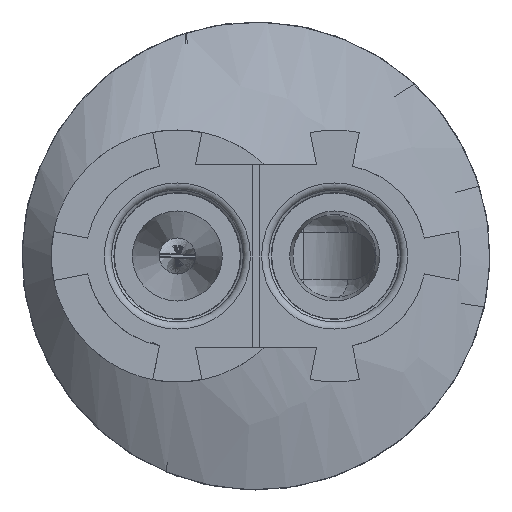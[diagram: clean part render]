
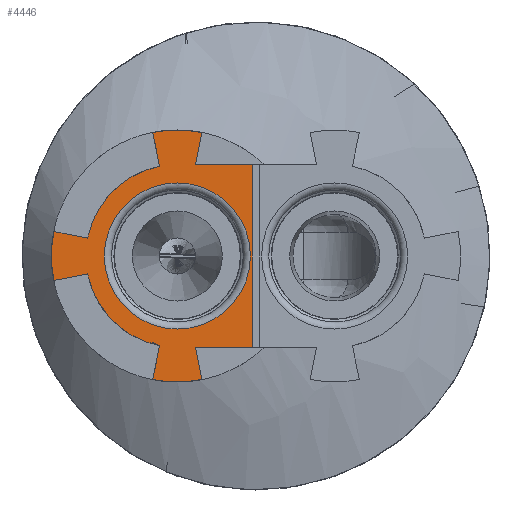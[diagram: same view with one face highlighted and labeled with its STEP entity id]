
A CAD part, left-side view. The second image highlights one B-rep face of the part: STEP entity #4446.
In plain terms, the highlighted planar face has unit normal (-1, 0, 0).
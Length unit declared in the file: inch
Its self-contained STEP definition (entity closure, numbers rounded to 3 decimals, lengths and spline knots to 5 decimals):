
#140=FACE_BOUND('',#587,.T.);
#175=PLANE('',#4805);
#341=FACE_OUTER_BOUND('',#586,.T.);
#586=EDGE_LOOP('',(#3578,#3579,#3580,#3581,#3582,#3583,#3584,#3585,#3586,
#3587,#3588,#3589,#3590,#3591));
#587=EDGE_LOOP('',(#3592));
#708=(
BOUNDED_CURVE()
B_SPLINE_CURVE(2,(#9508,#9509,#9510),.UNSPECIFIED.,.F.,.F.)
B_SPLINE_CURVE_WITH_KNOTS((3,3),(3.66448,4.02598),
 .UNSPECIFIED.)
CURVE()
GEOMETRIC_REPRESENTATION_ITEM()
RATIONAL_B_SPLINE_CURVE((1.,1.,1.))
REPRESENTATION_ITEM('')
);
#711=(
BOUNDED_CURVE()
B_SPLINE_CURVE(2,(#9524,#9525,#9526),.UNSPECIFIED.,.F.,.F.)
B_SPLINE_CURVE_WITH_KNOTS((3,3),(7.3988,7.7603),
 .UNSPECIFIED.)
CURVE()
GEOMETRIC_REPRESENTATION_ITEM()
RATIONAL_B_SPLINE_CURVE((1.,1.,1.))
REPRESENTATION_ITEM('')
);
#1053=CIRCLE('',#4806,0.01378);
#1054=CIRCLE('',#4807,0.01);
#1055=CIRCLE('',#4808,0.01378);
#1056=CIRCLE('',#4809,0.01);
#1057=CIRCLE('',#4810,0.01378);
#1058=CIRCLE('',#4811,0.00799);
#1217=LINE('',#9265,#1487);
#1227=LINE('',#9297,#1497);
#1259=LINE('',#9488,#1529);
#1271=LINE('',#9528,#1541);
#1272=LINE('',#9533,#1542);
#1273=LINE('',#9537,#1543);
#1274=LINE('',#9541,#1544);
#1487=VECTOR('',#5415,0.03937);
#1497=VECTOR('',#5431,0.03937);
#1529=VECTOR('',#5543,0.03937);
#1541=VECTOR('',#5563,0.03937);
#1542=VECTOR('',#5568,0.03937);
#1543=VECTOR('',#5571,0.03937);
#1544=VECTOR('',#5576,0.03937);
#1907=VERTEX_POINT('',#9262);
#1908=VERTEX_POINT('',#9264);
#1918=VERTEX_POINT('',#9294);
#1919=VERTEX_POINT('',#9296);
#1957=VERTEX_POINT('',#9486);
#1958=VERTEX_POINT('',#9487);
#1965=VERTEX_POINT('',#9507);
#1969=VERTEX_POINT('',#9523);
#1970=VERTEX_POINT('',#9527);
#1971=VERTEX_POINT('',#9530);
#1972=VERTEX_POINT('',#9532);
#1973=VERTEX_POINT('',#9534);
#1974=VERTEX_POINT('',#9536);
#1975=VERTEX_POINT('',#9539);
#1976=VERTEX_POINT('',#9542);
#2463=EDGE_CURVE('',#1908,#1907,#1217,.T.);
#2476=EDGE_CURVE('',#1919,#1918,#1227,.T.);
#2535=EDGE_CURVE('',#1957,#1958,#1259,.T.);
#2545=EDGE_CURVE('',#1957,#1965,#708,.T.);
#2550=EDGE_CURVE('',#1969,#1958,#711,.T.);
#2551=EDGE_CURVE('',#1969,#1970,#1271,.T.);
#2552=EDGE_CURVE('',#1970,#1919,#1053,.T.);
#2553=EDGE_CURVE('',#1918,#1971,#1054,.T.);
#2554=EDGE_CURVE('',#1971,#1972,#1272,.T.);
#2555=EDGE_CURVE('',#1972,#1973,#1055,.T.);
#2556=EDGE_CURVE('',#1973,#1974,#1273,.T.);
#2557=EDGE_CURVE('',#1974,#1908,#1056,.T.);
#2558=EDGE_CURVE('',#1907,#1975,#1057,.T.);
#2559=EDGE_CURVE('',#1975,#1965,#1274,.T.);
#2560=EDGE_CURVE('',#1976,#1976,#1058,.T.);
#3578=ORIENTED_EDGE('',*,*,#2535,.T.);
#3579=ORIENTED_EDGE('',*,*,#2550,.F.);
#3580=ORIENTED_EDGE('',*,*,#2551,.T.);
#3581=ORIENTED_EDGE('',*,*,#2552,.T.);
#3582=ORIENTED_EDGE('',*,*,#2476,.T.);
#3583=ORIENTED_EDGE('',*,*,#2553,.T.);
#3584=ORIENTED_EDGE('',*,*,#2554,.T.);
#3585=ORIENTED_EDGE('',*,*,#2555,.T.);
#3586=ORIENTED_EDGE('',*,*,#2556,.T.);
#3587=ORIENTED_EDGE('',*,*,#2557,.T.);
#3588=ORIENTED_EDGE('',*,*,#2463,.T.);
#3589=ORIENTED_EDGE('',*,*,#2558,.T.);
#3590=ORIENTED_EDGE('',*,*,#2559,.T.);
#3591=ORIENTED_EDGE('',*,*,#2545,.F.);
#3592=ORIENTED_EDGE('',*,*,#2560,.F.);
#4446=ADVANCED_FACE('',(#341,#140),#175,.T.);
#4805=AXIS2_PLACEMENT_3D('',#9522,#5561,#5562);
#4806=AXIS2_PLACEMENT_3D('',#9529,#5564,#5565);
#4807=AXIS2_PLACEMENT_3D('',#9531,#5566,#5567);
#4808=AXIS2_PLACEMENT_3D('',#9535,#5569,#5570);
#4809=AXIS2_PLACEMENT_3D('',#9538,#5572,#5573);
#4810=AXIS2_PLACEMENT_3D('',#9540,#5574,#5575);
#4811=AXIS2_PLACEMENT_3D('',#9543,#5577,#5578);
#5415=DIRECTION('',(0.,0.195,-0.981));
#5431=DIRECTION('',(0.,-0.195,-0.981));
#5543=DIRECTION('',(0.,0.,1.));
#5561=DIRECTION('center_axis',(-1.,0.,0.));
#5562=DIRECTION('ref_axis',(0.,0.,
1.));
#5563=DIRECTION('',(0.,-0.195,0.981));
#5564=DIRECTION('center_axis',(-1.,0.,0.));
#5565=DIRECTION('ref_axis',(0.,-0.195,0.981));
#5566=DIRECTION('center_axis',(-1.,0.,0.));
#5567=DIRECTION('ref_axis',(0.,-1.,0.));
#5568=DIRECTION('',(0.,0.981,0.195));
#5569=DIRECTION('center_axis',(-1.,0.,0.));
#5570=DIRECTION('ref_axis',(0.,0.981,0.195));
#5571=DIRECTION('',(0.,-0.981,0.195));
#5572=DIRECTION('center_axis',(-1.,0.,0.));
#5573=DIRECTION('ref_axis',(0.,-1.,0.));
#5574=DIRECTION('center_axis',(-1.,0.,0.));
#5575=DIRECTION('ref_axis',(0.,0.195,-0.981));
#5576=DIRECTION('',(0.,0.195,0.981));
#5577=DIRECTION('center_axis',(-1.,0.,0.));
#5578=DIRECTION('ref_axis',(0.,1.,0.));
#9262=CARTESIAN_POINT('',(-0.1391,0.02246,-0.01351));
#9264=CARTESIAN_POINT('',(-0.1391,0.02172,-0.00981));
#9265=CARTESIAN_POINT('',(-0.1391,0.02172,-0.00981));
#9294=CARTESIAN_POINT('',(-0.1391,0.02172,0.00981));
#9296=CARTESIAN_POINT('',(-0.1391,0.02246,0.01351));
#9297=CARTESIAN_POINT('',(-0.1391,0.02246,0.01351));
#9486=CARTESIAN_POINT('',(-0.1391,0.01156,-0.01));
#9487=CARTESIAN_POINT('',(-0.1391,0.01156,0.01));
#9488=CARTESIAN_POINT('',(-0.1391,0.01156,-0.005));
#9507=CARTESIAN_POINT('',(-0.1391,0.01778,-0.01));
#9508=CARTESIAN_POINT('Ctrl Pts',(-0.1391,0.01156,
-0.01));
#9509=CARTESIAN_POINT('Ctrl Pts',(-0.1391,0.01467,
-0.01));
#9510=CARTESIAN_POINT('Ctrl Pts',(-0.1391,0.01778,
-0.01));
#9522=CARTESIAN_POINT('Origin',(-0.1391,0.01977,0.));
#9523=CARTESIAN_POINT('',(-0.1391,0.01778,0.01));
#9524=CARTESIAN_POINT('Ctrl Pts',(-0.1391,0.01778,
0.01));
#9525=CARTESIAN_POINT('Ctrl Pts',(-0.1391,0.01467,
0.01));
#9526=CARTESIAN_POINT('Ctrl Pts',(-0.1391,0.01156,
0.01));
#9527=CARTESIAN_POINT('',(-0.1391,0.01709,0.01351));
#9528=CARTESIAN_POINT('',(-0.1391,0.01782,0.00981));
#9529=CARTESIAN_POINT('Origin',(-0.1391,0.01977,-0.00001));
#9530=CARTESIAN_POINT('',(-0.1391,0.02958,0.00195));
#9531=CARTESIAN_POINT('Origin',(-0.1391,0.01977,0.));
#9532=CARTESIAN_POINT('',(-0.1391,0.03328,0.00269));
#9533=CARTESIAN_POINT('',(-0.1391,0.02958,0.00195));
#9534=CARTESIAN_POINT('',(-0.1391,0.03328,-0.00269));
#9535=CARTESIAN_POINT('Origin',(-0.1391,0.01977,0.));
#9536=CARTESIAN_POINT('',(-0.1391,0.02958,-0.00195));
#9537=CARTESIAN_POINT('',(-0.1391,0.03328,-0.00269));
#9538=CARTESIAN_POINT('Origin',(-0.1391,0.01977,0.));
#9539=CARTESIAN_POINT('',(-0.1391,0.01709,-0.01351));
#9540=CARTESIAN_POINT('Origin',(-0.1391,0.01977,0.00001));
#9541=CARTESIAN_POINT('',(-0.1391,0.01709,-0.01351));
#9542=CARTESIAN_POINT('',(-0.1391,0.01977,-0.00799));
#9543=CARTESIAN_POINT('Origin',(-0.1391,0.01977,0.));
